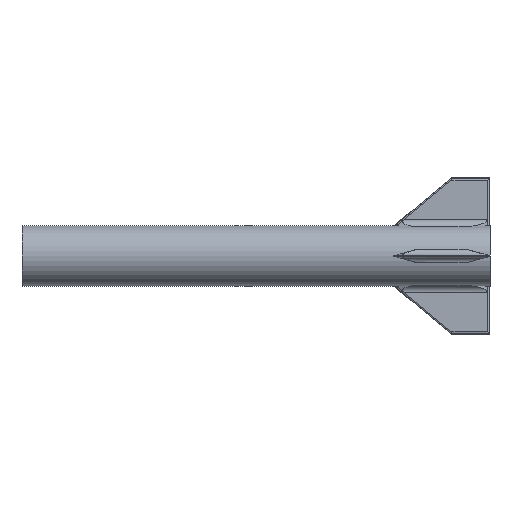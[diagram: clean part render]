
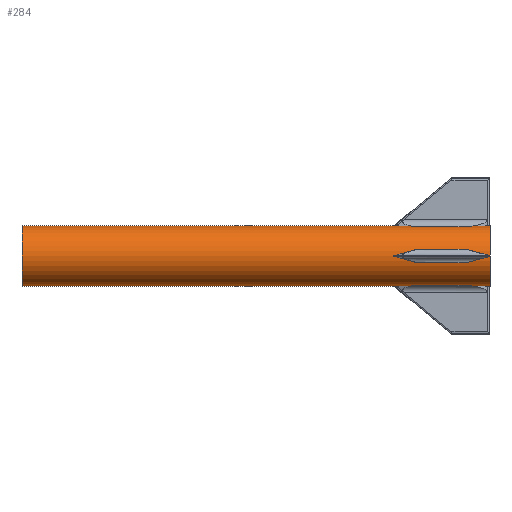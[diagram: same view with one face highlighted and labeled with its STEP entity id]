
A CAD part, left-side view. The second image highlights one B-rep face of the part: STEP entity #284.
In plain terms, the highlighted cylindrical face has radius 78.422 mm (diameter 156.845 mm), a partial arc.
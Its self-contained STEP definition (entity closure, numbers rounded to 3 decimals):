
#177 = FACE_OUTER_BOUND ( 'NONE', #4372, .T. ) ;
#284 = ADVANCED_FACE ( 'NONE', ( #177 ), #3510, .T. ) ;
#319 = CARTESIAN_POINT ( 'NONE',  ( -97.115, 923.898, 450.098 ) ) ;
#450 = ORIENTED_EDGE ( 'NONE', *, *, #2740, .T. ) ;
#738 = VERTEX_POINT ( 'NONE', #3380 ) ;
#997 = CIRCLE ( 'NONE', #2189, 78.422 ) ;
#1081 = VERTEX_POINT ( 'NONE', #2180 ) ;
#1140 = CARTESIAN_POINT ( 'NONE',  ( -97.115, 923.898, 293.253 ) ) ;
#1154 = CARTESIAN_POINT ( 'NONE',  ( -97.115, 923.898, 371.675 ) ) ;
#1403 = DIRECTION ( 'NONE',  ( 0., -1., 0. ) ) ;
#1449 = LINE ( 'NONE', #1140, #2028 ) ;
#1480 = CARTESIAN_POINT ( 'NONE',  ( -97.115, -295.302, 293.253 ) ) ;
#1564 = CARTESIAN_POINT ( 'NONE',  ( -97.115, 923.898, 293.253 ) ) ;
#1939 = LINE ( 'NONE', #319, #4226 ) ;
#2028 = VECTOR ( 'NONE', #1403, 1000. ) ;
#2167 = DIRECTION ( 'NONE',  ( 0., 0., 1. ) ) ;
#2180 = CARTESIAN_POINT ( 'NONE',  ( -97.115, 923.898, 450.098 ) ) ;
#2189 = AXIS2_PLACEMENT_3D ( 'NONE', #3275, #3230, #4261 ) ;
#2319 = ORIENTED_EDGE ( 'NONE', *, *, #2972, .T. ) ;
#2434 = ORIENTED_EDGE ( 'NONE', *, *, #4305, .F. ) ;
#2499 = DIRECTION ( 'NONE',  ( 0., -1., 0. ) ) ;
#2534 = CIRCLE ( 'NONE', #3375, 78.422 ) ;
#2553 = CARTESIAN_POINT ( 'NONE',  ( -97.115, -295.302, 371.675 ) ) ;
#2740 = EDGE_CURVE ( 'NONE', #4203, #738, #2534, .T. ) ;
#2883 = DIRECTION ( 'NONE',  ( 0., 1., 0. ) ) ;
#2972 = EDGE_CURVE ( 'NONE', #3953, #4203, #1449, .T. ) ;
#3230 = DIRECTION ( 'NONE',  ( 0., 1., 0. ) ) ;
#3275 = CARTESIAN_POINT ( 'NONE',  ( -97.115, 923.898, 371.675 ) ) ;
#3286 = DIRECTION ( 'NONE',  ( 0., -1., 0. ) ) ;
#3375 = AXIS2_PLACEMENT_3D ( 'NONE', #2553, #2883, #2167 ) ;
#3380 = CARTESIAN_POINT ( 'NONE',  ( -97.115, -295.302, 450.098 ) ) ;
#3510 = CYLINDRICAL_SURFACE ( 'NONE', #4312, 78.422 ) ;
#3593 = EDGE_CURVE ( 'NONE', #1081, #738, #1939, .T. ) ;
#3850 = DIRECTION ( 'NONE',  ( 0., 0., -1. ) ) ;
#3953 = VERTEX_POINT ( 'NONE', #1564 ) ;
#4203 = VERTEX_POINT ( 'NONE', #1480 ) ;
#4226 = VECTOR ( 'NONE', #3286, 1000. ) ;
#4261 = DIRECTION ( 'NONE',  ( 0., 0., 1. ) ) ;
#4288 = ORIENTED_EDGE ( 'NONE', *, *, #3593, .F. ) ;
#4305 = EDGE_CURVE ( 'NONE', #3953, #1081, #997, .T. ) ;
#4312 = AXIS2_PLACEMENT_3D ( 'NONE', #1154, #2499, #3850 ) ;
#4372 = EDGE_LOOP ( 'NONE', ( #4288, #2434, #2319, #450 ) ) ;
